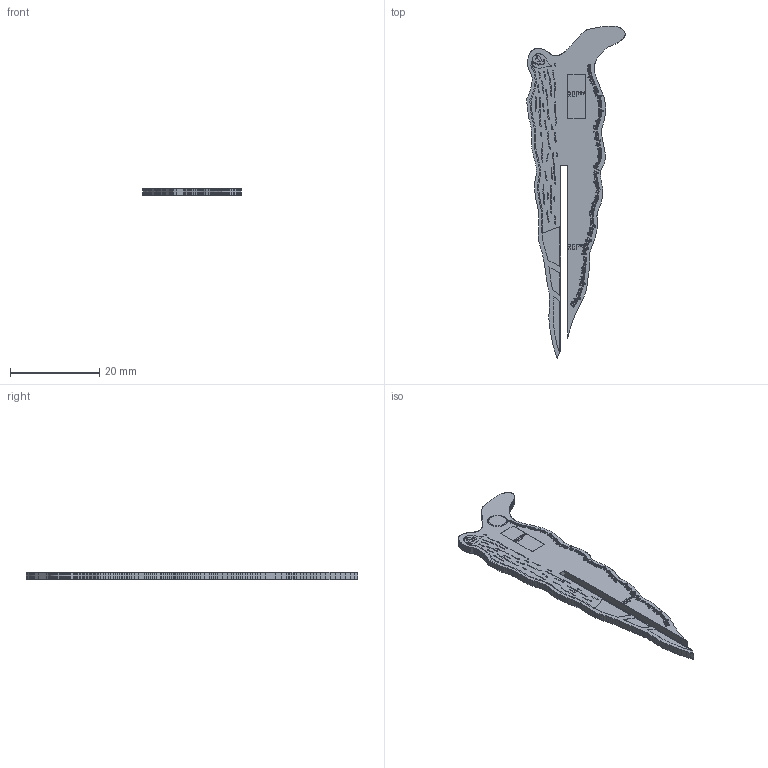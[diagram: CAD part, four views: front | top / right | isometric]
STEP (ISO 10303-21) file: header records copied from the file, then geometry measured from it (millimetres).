
FILE_DESCRIPTION(('KiCad electronic assembly'),'2;1');
FILE_NAME('BugBackbone.step','2025-05-07T11:01:31',('Pcbnew'),('Kicad'), 'Open CASCADE STEP processor 7.6','KiCad to STEP converter','Unknown' );
FILE_SCHEMA(('AUTOMOTIVE_DESIGN { 1 0 10303 214 1 1 1 1 }'));
Length unit declared in the file: millimetre
Products named in the file (7): BugBackbone 1; BugBackbone_copper; BugBackbone_pad; BugBackbone_via; BugBackbone_silkscreen; BugBackbone_soldermask; BugBackbone_PCB
Assembly tree (6 placements, depth 2):
  BugBackbone 1
    BugBackbone_copper
    BugBackbone_pad
    BugBackbone_via
    BugBackbone_silkscreen
    BugBackbone_soldermask
    BugBackbone_PCB
Bounding box: 21.99 x 74.26 x 1.66 mm (x, y, z)
Volume: 1213.9 mm3; surface area: 3949.3 mm2
Topology: 12 solids, 122 shells, 642 faces, 7350 edges, 6842 vertices
Faces by surface type: plane 629, cylinder 13
Full cylindrical faces by diameter (mm): 3.95 x1, 4 x4, 4.5 x2
Entity records: 66545 total; most frequent: CARTESIAN_POINT 14841, DIRECTION 9172, ORIENTED_EDGE 8874, EDGE_CURVE 7350, VERTEX_POINT 6842, LINE 6826, VECTOR 6826, AXIS2_PLACEMENT_3D 1173
